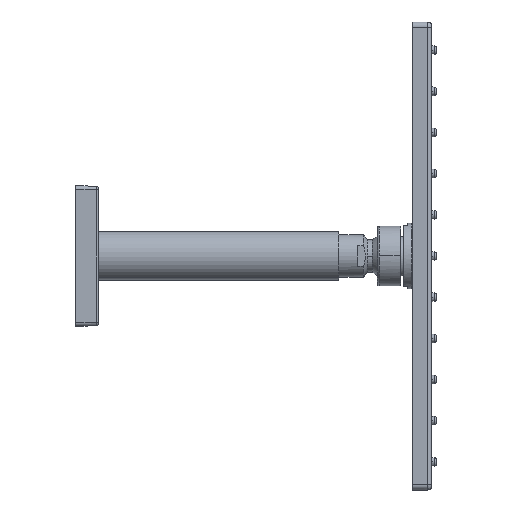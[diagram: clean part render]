
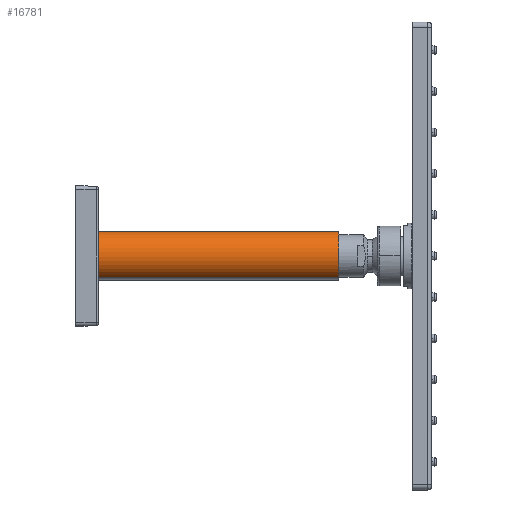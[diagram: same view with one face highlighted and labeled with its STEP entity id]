
A CAD part, left-side view. The second image highlights one B-rep face of the part: STEP entity #16781.
In plain terms, the highlighted cylindrical face has radius 13 mm (diameter 26 mm), a partial arc.
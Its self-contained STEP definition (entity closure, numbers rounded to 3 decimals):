
#2795 = DIRECTION ( 'NONE',  ( 0., 1., 0. ) ) ;
#4613 = ORIENTED_EDGE ( 'NONE', *, *, #34204, .F. ) ;
#6053 = DIRECTION ( 'NONE',  ( 0., 1., 0. ) ) ;
#6729 = CIRCLE ( 'NONE', #52467, 13. ) ;
#10698 = CYLINDRICAL_SURFACE ( 'NONE', #17399, 13. ) ;
#12591 = LINE ( 'NONE', #54399, #26378 ) ;
#13360 = EDGE_CURVE ( 'NONE', #18291, #17019, #43895, .T. ) ;
#14444 = DIRECTION ( 'NONE',  ( 0., 1., 0. ) ) ;
#14571 = CIRCLE ( 'NONE', #37696, 13. ) ;
#16781 = ADVANCED_FACE ( 'NONE', ( #52042 ), #10698, .T. ) ;
#17019 = VERTEX_POINT ( 'NONE', #39482 ) ;
#17399 = AXIS2_PLACEMENT_3D ( 'NONE', #26160, #57180, #46782 ) ;
#18291 = VERTEX_POINT ( 'NONE', #19181 ) ;
#19181 = CARTESIAN_POINT ( 'NONE',  ( 6.233, -135.5, 11.409 ) ) ;
#20448 = EDGE_LOOP ( 'NONE', ( #4613, #56150, #37645, #63853 ) ) ;
#25951 = CARTESIAN_POINT ( 'NONE',  ( 0., -135.5, 0. ) ) ;
#26160 = CARTESIAN_POINT ( 'NONE',  ( 0., -70., 0. ) ) ;
#26378 = VECTOR ( 'NONE', #2795, 1000. ) ;
#31160 = DIRECTION ( 'NONE',  ( 1., 0., 0. ) ) ;
#34204 = EDGE_CURVE ( 'NONE', #38093, #48643, #12591, .T. ) ;
#37116 = CARTESIAN_POINT ( 'NONE',  ( 0., -7., 0. ) ) ;
#37645 = ORIENTED_EDGE ( 'NONE', *, *, #13360, .T. ) ;
#37696 = AXIS2_PLACEMENT_3D ( 'NONE', #25951, #62113, #31160 ) ;
#38093 = VERTEX_POINT ( 'NONE', #58785 ) ;
#39482 = CARTESIAN_POINT ( 'NONE',  ( 6.233, -7., 11.409 ) ) ;
#41555 = CARTESIAN_POINT ( 'NONE',  ( -6.233, -7., -11.409 ) ) ;
#42304 = DIRECTION ( 'NONE',  ( 0., 0., -1. ) ) ;
#43895 = LINE ( 'NONE', #46827, #56052 ) ;
#46782 = DIRECTION ( 'NONE',  ( 0.479, 0., 0.878 ) ) ;
#46827 = CARTESIAN_POINT ( 'NONE',  ( 6.233, -70., 11.409 ) ) ;
#48643 = VERTEX_POINT ( 'NONE', #41555 ) ;
#49377 = EDGE_CURVE ( 'NONE', #48643, #17019, #6729, .T. ) ;
#52042 = FACE_OUTER_BOUND ( 'NONE', #20448, .T. ) ;
#52467 = AXIS2_PLACEMENT_3D ( 'NONE', #37116, #6053, #42304 ) ;
#54399 = CARTESIAN_POINT ( 'NONE',  ( -6.233, -70., -11.409 ) ) ;
#56052 = VECTOR ( 'NONE', #14444, 1000. ) ;
#56150 = ORIENTED_EDGE ( 'NONE', *, *, #63190, .F. ) ;
#57180 = DIRECTION ( 'NONE',  ( 0., 1., 0. ) ) ;
#58785 = CARTESIAN_POINT ( 'NONE',  ( -6.233, -135.5, -11.409 ) ) ;
#62113 = DIRECTION ( 'NONE',  ( 0., -1., 0. ) ) ;
#63190 = EDGE_CURVE ( 'NONE', #18291, #38093, #14571, .T. ) ;
#63853 = ORIENTED_EDGE ( 'NONE', *, *, #49377, .F. ) ;
